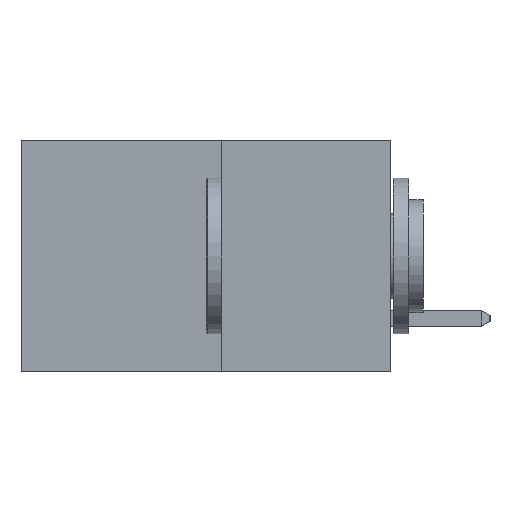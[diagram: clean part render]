
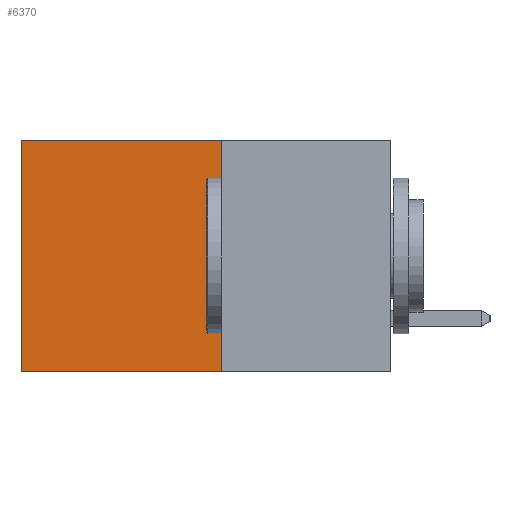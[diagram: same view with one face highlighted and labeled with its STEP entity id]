
A CAD part, left-side view. The second image highlights one B-rep face of the part: STEP entity #6370.
In plain terms, the highlighted planar face has unit normal (-1, 0, 0).
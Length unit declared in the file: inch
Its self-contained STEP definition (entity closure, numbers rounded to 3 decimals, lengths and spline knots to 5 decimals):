
#503 = CARTESIAN_POINT ( 'NONE',  ( 0.277, 0.27, -0.37 ) ) ;
#571 = VERTEX_POINT ( 'NONE', #3426 ) ;
#682 = EDGE_CURVE ( 'NONE', #571, #10131, #9229, .T. ) ;
#700 = ORIENTED_EDGE ( 'NONE', *, *, #7217, .T. ) ;
#787 = DIRECTION ( 'NONE',  ( 0., 1., 0. ) ) ;
#808 = ORIENTED_EDGE ( 'NONE', *, *, #682, .T. ) ;
#951 = FACE_OUTER_BOUND ( 'NONE', #6639, .T. ) ;
#1198 = VECTOR ( 'NONE', #8008, 39.37008 ) ;
#2163 = DIRECTION ( 'NONE',  ( 1., 0., 0. ) ) ;
#2276 = DIRECTION ( 'NONE',  ( 0., 0., -1. ) ) ;
#2307 = CARTESIAN_POINT ( 'NONE',  ( 0.277, 0.27, -0.37 ) ) ;
#2608 = CARTESIAN_POINT ( 'NONE',  ( 0.277, 0.59, -0.37 ) ) ;
#2900 = VECTOR ( 'NONE', #8879, 39.37008 ) ;
#3201 = CARTESIAN_POINT ( 'NONE',  ( 0.277, 0.27, 0. ) ) ;
#3426 = CARTESIAN_POINT ( 'NONE',  ( 0.277, 0.59, 0. ) ) ;
#4098 = VECTOR ( 'NONE', #787, 39.37008 ) ;
#4142 = CARTESIAN_POINT ( 'NONE',  ( 0.277, 0.27, 0. ) ) ;
#4673 = ORIENTED_EDGE ( 'NONE', *, *, #5938, .F. ) ;
#5029 = ORIENTED_EDGE ( 'NONE', *, *, #9066, .F. ) ;
#5617 = CARTESIAN_POINT ( 'NONE',  ( 0.277, 0.27, -0.37 ) ) ;
#5835 = CARTESIAN_POINT ( 'NONE',  ( 0.277, 0.59, -0.37 ) ) ;
#5938 = EDGE_CURVE ( 'NONE', #10046, #8332, #6918, .T. ) ;
#6370 = ADVANCED_FACE ( 'NONE', ( #951 ), #10061, .F. ) ;
#6639 = EDGE_LOOP ( 'NONE', ( #808, #5029, #4673, #700 ) ) ;
#6918 = LINE ( 'NONE', #2307, #9197 ) ;
#7217 = EDGE_CURVE ( 'NONE', #10046, #571, #9567, .T. ) ;
#7787 = DIRECTION ( 'NONE',  ( 0., 0., -1. ) ) ;
#8008 = DIRECTION ( 'NONE',  ( 0., 1., 0. ) ) ;
#8318 = LINE ( 'NONE', #10320, #4098 ) ;
#8332 = VERTEX_POINT ( 'NONE', #5617 ) ;
#8879 = DIRECTION ( 'NONE',  ( 0., 0., -1. ) ) ;
#9066 = EDGE_CURVE ( 'NONE', #8332, #10131, #8318, .T. ) ;
#9156 = AXIS2_PLACEMENT_3D ( 'NONE', #503, #2163, #7787 ) ;
#9197 = VECTOR ( 'NONE', #2276, 39.37008 ) ;
#9229 = LINE ( 'NONE', #2608, #2900 ) ;
#9567 = LINE ( 'NONE', #3201, #1198 ) ;
#10046 = VERTEX_POINT ( 'NONE', #4142 ) ;
#10061 = PLANE ( 'NONE',  #9156 ) ;
#10131 = VERTEX_POINT ( 'NONE', #5835 ) ;
#10320 = CARTESIAN_POINT ( 'NONE',  ( 0.277, 0.27, -0.37 ) ) ;
